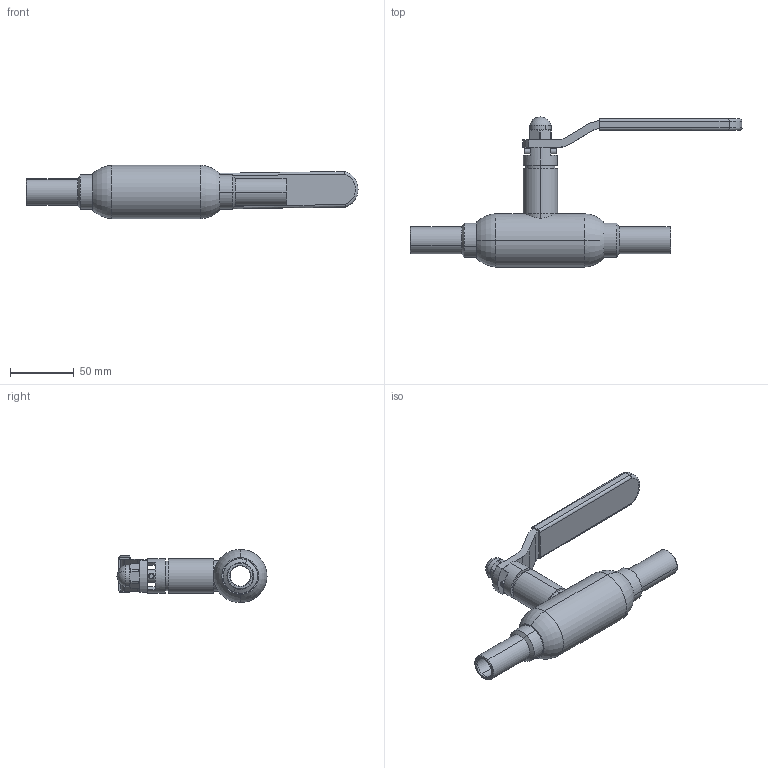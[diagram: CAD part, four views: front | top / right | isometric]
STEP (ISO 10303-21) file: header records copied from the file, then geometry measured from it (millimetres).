
FILE_DESCRIPTION (( 'STEP AP214' ), '1' );
FILE_NAME ('通径DN15焊接球阀.STEP', '2026-01-28T01:17:24', ( '' ), ( '' ), 'SwSTEP 2.0', 'SolidWorks 2022', '' );
FILE_SCHEMA (( 'AUTOMOTIVE_DESIGN' ));
Length unit declared in the file: millimetre
Products named in the file (9): Q61F-20-16球阀把手; Q61F-20-18概裝蹟譫; 籵噤DN15爾諉⑩概; Q61F-15-4傻諉; Q61F-20-5粣杶; Q61F-20-15詩种; Q61F-20-3概裝; Q61F-20-1概极樓馱; Q61F-20-17參杶
Assembly tree (9 placements, depth 2):
  籵噤DN15爾諉⑩概
    Q61F-20-1概极樓馱
    Q61F-20-5粣杶
    Q61F-20-16球阀把手
    Q61F-20-18概裝蹟譫
    Q61F-20-17參杶
    Q61F-20-3概裝
    Q61F-20-15詩种
    Q61F-15-4傻諉  x2
Bounding box: 261.06 x 118 x 42 mm (x, y, z)
Volume: 147566 mm3; surface area: 87822.2 mm2
Topology: 9 solids, 9 shells, 188 faces, 423 edges, 262 vertices
Faces by surface type: cylinder 78, plane 60, cone 30, torus 14, bspline 4, sphere 2
Entity records: 9230 total; most frequent: CARTESIAN_POINT 4698, DIRECTION 863, ORIENTED_EDGE 766, EDGE_CURVE 383, AXIS2_PLACEMENT_3D 353, VERTEX_POINT 240, EDGE_LOOP 191, CIRCLE 176
